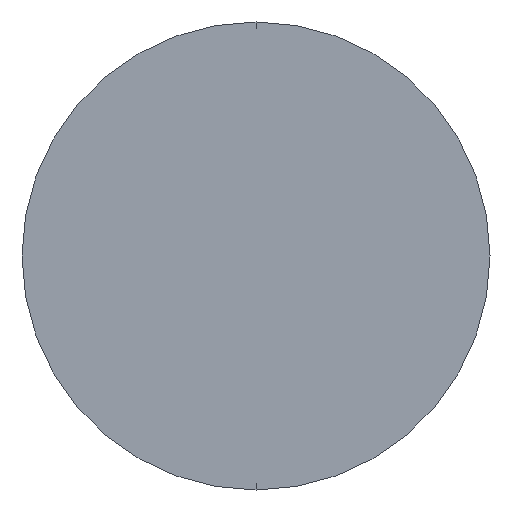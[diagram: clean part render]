
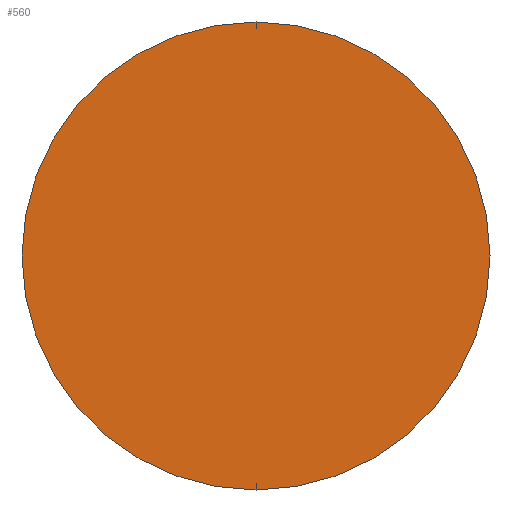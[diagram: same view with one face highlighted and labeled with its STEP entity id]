
A CAD part, front view. The second image highlights one B-rep face of the part: STEP entity #560.
In plain terms, the highlighted planar face has unit normal (0, -1, 0).
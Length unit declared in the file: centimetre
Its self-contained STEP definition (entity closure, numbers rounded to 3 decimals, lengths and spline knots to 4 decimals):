
#22 = DIRECTION ( 'NONE',  ( 0., 0., -1. ) ) ;
#41 = VERTEX_POINT ( 'NONE', #752 ) ;
#48 = DIRECTION ( 'NONE',  ( 0., 1., 0. ) ) ;
#119 = AXIS2_PLACEMENT_3D ( 'NONE', #498, #48, #490 ) ;
#135 = EDGE_CURVE ( 'NONE', #41, #451, #867, .T. ) ;
#172 = PLANE ( 'NONE',  #255 ) ;
#237 = CARTESIAN_POINT ( 'NONE',  ( 0., -0.75, -0.7505 ) ) ;
#245 = AXIS2_PLACEMENT_3D ( 'NONE', #947, #720, #869 ) ;
#249 = EDGE_CURVE ( 'NONE', #451, #41, #272, .T. ) ;
#255 = AXIS2_PLACEMENT_3D ( 'NONE', #394, #615, #22 ) ;
#272 = CIRCLE ( 'NONE', #245, 0.7505 ) ;
#286 = EDGE_LOOP ( 'NONE', ( #731, #511 ) ) ;
#394 = CARTESIAN_POINT ( 'NONE',  ( -0.7505, -0.75, 0. ) ) ;
#451 = VERTEX_POINT ( 'NONE', #237 ) ;
#490 = DIRECTION ( 'NONE',  ( 0., 0., 1. ) ) ;
#498 = CARTESIAN_POINT ( 'NONE',  ( 0., -0.75, 0. ) ) ;
#511 = ORIENTED_EDGE ( 'NONE', *, *, #135, .F. ) ;
#560 = ADVANCED_FACE ( 'NONE', ( #697 ), #172, .T. ) ;
#615 = DIRECTION ( 'NONE',  ( 0., -1., 0. ) ) ;
#697 = FACE_OUTER_BOUND ( 'NONE', #286, .T. ) ;
#720 = DIRECTION ( 'NONE',  ( 0., 1., 0. ) ) ;
#731 = ORIENTED_EDGE ( 'NONE', *, *, #249, .F. ) ;
#752 = CARTESIAN_POINT ( 'NONE',  ( 0., -0.75, 0.7505 ) ) ;
#867 = CIRCLE ( 'NONE', #119, 0.7505 ) ;
#869 = DIRECTION ( 'NONE',  ( 0., 0., 1. ) ) ;
#947 = CARTESIAN_POINT ( 'NONE',  ( 0., -0.75, 0. ) ) ;
